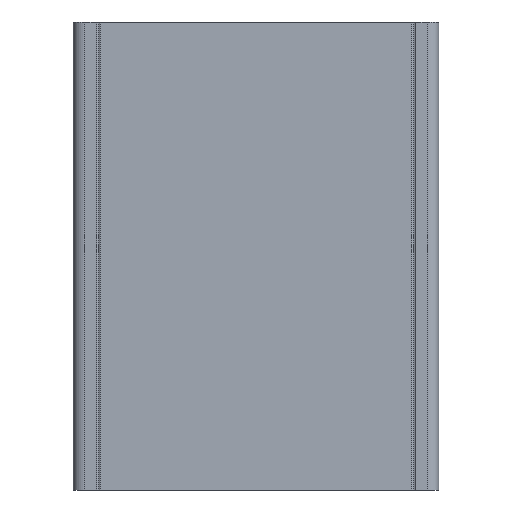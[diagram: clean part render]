
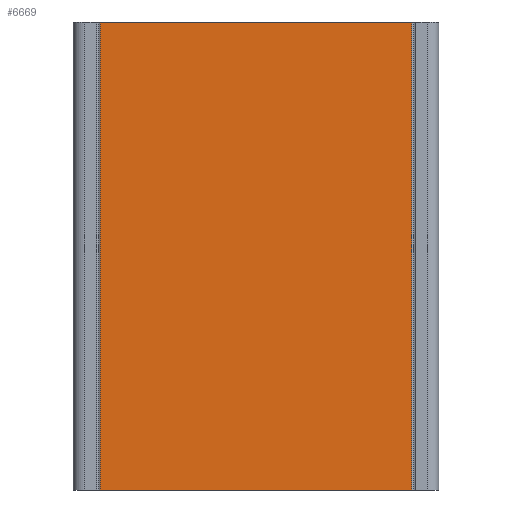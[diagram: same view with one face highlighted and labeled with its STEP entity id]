
A CAD part, front view. The second image highlights one B-rep face of the part: STEP entity #6669.
In plain terms, the highlighted planar face has unit normal (0, -1, 0).
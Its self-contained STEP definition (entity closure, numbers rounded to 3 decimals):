
#6611=CARTESIAN_POINT('',(76.016,0.,160.0));
#6612=VERTEX_POINT('',#6611);
#6620=CARTESIAN_POINT('',(76.016,0.,0.0));
#6621=VERTEX_POINT('',#6620);
#6622=CARTESIAN_POINT('',(76.016,0.,0.0));
#6623=DIRECTION('',(0.0,0.0,1.0));
#6624=VECTOR('',#6623,160.0);
#6625=LINE('',#6622,#6624);
#6626=EDGE_CURVE('',#6621,#6612,#6625,.T.);
#6639=CARTESIAN_POINT('',(76.016,0.,0.0));
#6640=DIRECTION('',(0.0,-1.0,0.0));
#6641=DIRECTION('',(0.0,0.0,-1.0));
#6642=AXIS2_PLACEMENT_3D('',#6639,#6640,#6641);
#6643=PLANE('',#6642);
#6644=CARTESIAN_POINT('',(-30.516,0.,160.0));
#6645=VERTEX_POINT('',#6644);
#6646=CARTESIAN_POINT('',(76.016,0.,160.0));
#6647=DIRECTION('',(-1.0,0.0,0.0));
#6648=VECTOR('',#6647,106.531);
#6649=LINE('',#6646,#6648);
#6650=EDGE_CURVE('',#6612,#6645,#6649,.T.);
#6651=ORIENTED_EDGE('',*,*,#6650,.T.);
#6652=CARTESIAN_POINT('',(-30.516,0.,0.0));
#6653=VERTEX_POINT('',#6652);
#6654=CARTESIAN_POINT('',(-30.516,0.,0.0));
#6655=DIRECTION('',(0.0,0.0,1.0));
#6656=VECTOR('',#6655,160.0);
#6657=LINE('',#6654,#6656);
#6658=EDGE_CURVE('',#6653,#6645,#6657,.T.);
#6659=ORIENTED_EDGE('',*,*,#6658,.F.);
#6660=CARTESIAN_POINT('',(76.016,0.,0.0));
#6661=DIRECTION('',(-1.0,0.0,0.0));
#6662=VECTOR('',#6661,106.531);
#6663=LINE('',#6660,#6662);
#6664=EDGE_CURVE('',#6621,#6653,#6663,.T.);
#6665=ORIENTED_EDGE('',*,*,#6664,.F.);
#6666=ORIENTED_EDGE('',*,*,#6626,.T.);
#6667=EDGE_LOOP('',(#6651,#6659,#6665,#6666));
#6668=FACE_OUTER_BOUND('',#6667,.T.);
#6669=ADVANCED_FACE('',(#6668),#6643,.T.);
